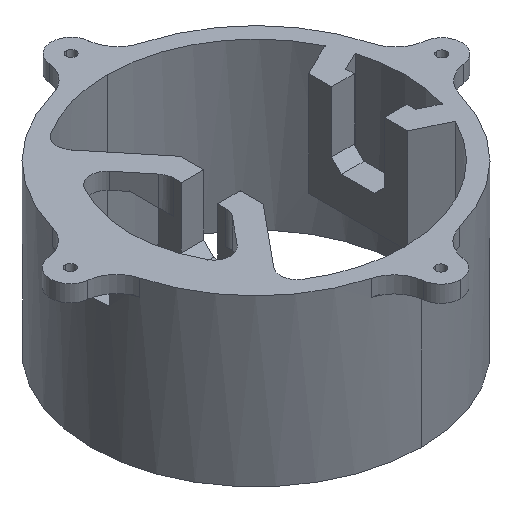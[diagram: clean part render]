
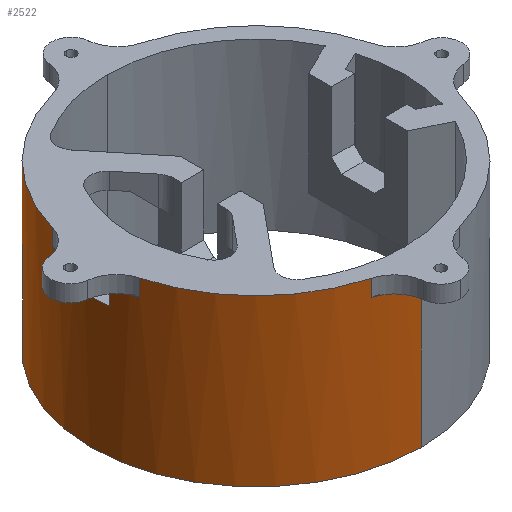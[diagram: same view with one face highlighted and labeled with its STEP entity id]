
A CAD part, isometric view. The second image highlights one B-rep face of the part: STEP entity #2522.
In plain terms, the highlighted cylindrical face has radius 50 mm (diameter 100 mm), a partial arc.
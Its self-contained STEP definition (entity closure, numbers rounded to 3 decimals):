
#29 = CARTESIAN_POINT ( 'NONE',  ( 0.114, 74.999, 20.002 ) ) ;
#32 = EDGE_CURVE ( 'NONE', #704, #2438, #2679, .T. ) ;
#42 = CARTESIAN_POINT ( 'NONE',  ( -48.238, 11.874, -25.017 ) ) ;
#67 = CARTESIAN_POINT ( 'NONE',  ( -49.69, 30.619, 19.983 ) ) ;
#93 = VERTEX_POINT ( 'NONE', #784 ) ;
#104 = EDGE_CURVE ( 'NONE', #2091, #2321, #616, .T. ) ;
#130 = LINE ( 'NONE', #158, #2424 ) ;
#158 = CARTESIAN_POINT ( 'NONE',  ( 0.129, 75.001, -24.998 ) ) ;
#160 = CARTESIAN_POINT ( 'NONE',  ( -49.701, 19.621, -25.017 ) ) ;
#176 = DIRECTION ( 'NONE',  ( 0.002, 1., 0. ) ) ;
#278 = EDGE_CURVE ( 'NONE', #2059, #2620, #918, .T. ) ;
#284 = VERTEX_POINT ( 'NONE', #29 ) ;
#285 = FACE_OUTER_BOUND ( 'NONE', #862, .T. ) ;
#438 = CARTESIAN_POINT ( 'NONE',  ( 0.008, 25.001, -25. ) ) ;
#541 = ORIENTED_EDGE ( 'NONE', *, *, #1061, .F. ) ;
#550 = CIRCLE ( 'NONE', #1187, 50. ) ;
#571 = CIRCLE ( 'NONE', #1487, 50. ) ;
#594 = DIRECTION ( 'NONE',  ( 1., -0.002, 0. ) ) ;
#611 = CARTESIAN_POINT ( 'NONE',  ( -48.191, 38.358, 24.984 ) ) ;
#616 = LINE ( 'NONE', #1590, #2575 ) ;
#625 = DIRECTION ( 'NONE',  ( 0., 0., -1. ) ) ;
#638 = DIRECTION ( 'NONE',  ( 0.002, 1., 0. ) ) ;
#645 = ORIENTED_EDGE ( 'NONE', *, *, #2249, .T. ) ;
#655 = AXIS2_PLACEMENT_3D ( 'NONE', #1101, #2035, #2217 ) ;
#678 = VERTEX_POINT ( 'NONE', #1165 ) ;
#696 = VERTEX_POINT ( 'NONE', #942 ) ;
#704 = VERTEX_POINT ( 'NONE', #2098 ) ;
#705 = CARTESIAN_POINT ( 'NONE',  ( -0.007, 24.999, 20. ) ) ;
#733 = ORIENTED_EDGE ( 'NONE', *, *, #104, .T. ) ;
#761 = CARTESIAN_POINT ( 'NONE',  ( 0.008, 25.001, -25. ) ) ;
#766 = CIRCLE ( 'NONE', #2033, 50. ) ;
#784 = CARTESIAN_POINT ( 'NONE',  ( -49.716, 19.619, 19.983 ) ) ;
#796 = AXIS2_PLACEMENT_3D ( 'NONE', #705, #1366, #2806 ) ;
#808 = CARTESIAN_POINT ( 'NONE',  ( -48.189, 38.359, 19.984 ) ) ;
#829 = CARTESIAN_POINT ( 'NONE',  ( -13.351, -23.181, -25.007 ) ) ;
#862 = EDGE_LOOP ( 'NONE', ( #541, #2524, #2291, #2329, #1461, #1166, #996, #1648, #645, #2196, #2857, #1380, #733, #1922, #955, #2666 ) ) ;
#872 = EDGE_CURVE ( 'NONE', #2195, #1047, #2441, .T. ) ;
#879 = CARTESIAN_POINT ( 'NONE',  ( -0.008, 24.999, 25. ) ) ;
#909 = EDGE_CURVE ( 'NONE', #696, #982, #1013, .T. ) ;
#917 = VECTOR ( 'NONE', #983, 1000. ) ;
#918 = LINE ( 'NONE', #2569, #1005 ) ;
#930 = DIRECTION ( 'NONE',  ( 0., 0., 1. ) ) ;
#942 = CARTESIAN_POINT ( 'NONE',  ( -48.255, 11.872, 24.983 ) ) ;
#955 = ORIENTED_EDGE ( 'NONE', *, *, #2830, .T. ) ;
#980 = EDGE_CURVE ( 'NONE', #2438, #696, #1493, .T. ) ;
#982 = VERTEX_POINT ( 'NONE', #2933 ) ;
#983 = DIRECTION ( 'NONE',  ( 0., 0., 1. ) ) ;
#996 = ORIENTED_EDGE ( 'NONE', *, *, #909, .T. ) ;
#999 = EDGE_CURVE ( 'NONE', #982, #93, #766, .T. ) ;
#1005 = VECTOR ( 'NONE', #930, 1000. ) ;
#1013 = LINE ( 'NONE', #42, #2624 ) ;
#1047 = VERTEX_POINT ( 'NONE', #2219 ) ;
#1061 = EDGE_CURVE ( 'NONE', #3017, #284, #130, .T. ) ;
#1101 = CARTESIAN_POINT ( 'NONE',  ( -0.007, 24.999, 20. ) ) ;
#1123 = DIRECTION ( 'NONE',  ( 0., 0., 1. ) ) ;
#1132 = DIRECTION ( 'NONE',  ( 0., 0., -1. ) ) ;
#1148 = DIRECTION ( 'NONE',  ( 0., 0., -1. ) ) ;
#1165 = CARTESIAN_POINT ( 'NONE',  ( -13.135, 73.245, 24.998 ) ) ;
#1166 = ORIENTED_EDGE ( 'NONE', *, *, #980, .T. ) ;
#1184 = EDGE_CURVE ( 'NONE', #2321, #678, #571, .T. ) ;
#1185 = VECTOR ( 'NONE', #1860, 1000. ) ;
#1187 = AXIS2_PLACEMENT_3D ( 'NONE', #1717, #1746, #2660 ) ;
#1250 = CARTESIAN_POINT ( 'NONE',  ( -49.688, 30.619, 14.503 ) ) ;
#1296 = LINE ( 'NONE', #160, #2796 ) ;
#1329 = CARTESIAN_POINT ( 'NONE',  ( -0.007, 24.999, 20. ) ) ;
#1365 = VERTEX_POINT ( 'NONE', #2912 ) ;
#1366 = DIRECTION ( 'NONE',  ( 0., 0., -1. ) ) ;
#1380 = ORIENTED_EDGE ( 'NONE', *, *, #1673, .T. ) ;
#1461 = ORIENTED_EDGE ( 'NONE', *, *, #32, .T. ) ;
#1471 = CIRCLE ( 'NONE', #1861, 50. ) ;
#1487 = AXIS2_PLACEMENT_3D ( 'NONE', #2774, #1132, #2094 ) ;
#1493 = CIRCLE ( 'NONE', #2762, 50. ) ;
#1580 = AXIS2_PLACEMENT_3D ( 'NONE', #761, #2166, #2871 ) ;
#1590 = CARTESIAN_POINT ( 'NONE',  ( -48.174, 38.361, -25.016 ) ) ;
#1596 = LINE ( 'NONE', #2280, #1185 ) ;
#1648 = ORIENTED_EDGE ( 'NONE', *, *, #999, .T. ) ;
#1673 = EDGE_CURVE ( 'NONE', #2620, #2091, #550, .T. ) ;
#1717 = CARTESIAN_POINT ( 'NONE',  ( -0.007, 24.999, 20. ) ) ;
#1743 = CARTESIAN_POINT ( 'NONE',  ( -0.005, 24.999, 14.52 ) ) ;
#1746 = DIRECTION ( 'NONE',  ( 0., 0., -1. ) ) ;
#1811 = AXIS2_PLACEMENT_3D ( 'NONE', #438, #1148, #2342 ) ;
#1844 = VECTOR ( 'NONE', #2449, 1000. ) ;
#1860 = DIRECTION ( 'NONE',  ( 0., 0., -1. ) ) ;
#1861 = AXIS2_PLACEMENT_3D ( 'NONE', #1743, #2966, #176 ) ;
#1922 = ORIENTED_EDGE ( 'NONE', *, *, #1184, .T. ) ;
#1941 = DIRECTION ( 'NONE',  ( 0., 0., -1. ) ) ;
#1953 = CARTESIAN_POINT ( 'NONE',  ( -0.112, -24.999, -25.002 ) ) ;
#1960 = CIRCLE ( 'NONE', #655, 50. ) ;
#2005 = EDGE_CURVE ( 'NONE', #2125, #284, #2408, .T. ) ;
#2033 = AXIS2_PLACEMENT_3D ( 'NONE', #1329, #2472, #594 ) ;
#2035 = DIRECTION ( 'NONE',  ( 0., 0., -1. ) ) ;
#2059 = VERTEX_POINT ( 'NONE', #1250 ) ;
#2091 = VERTEX_POINT ( 'NONE', #808 ) ;
#2094 = DIRECTION ( 'NONE',  ( 0.002, 1., 0. ) ) ;
#2098 = CARTESIAN_POINT ( 'NONE',  ( -13.366, -23.183, 19.993 ) ) ;
#2125 = VERTEX_POINT ( 'NONE', #2413 ) ;
#2138 = CARTESIAN_POINT ( 'NONE',  ( 0.129, 75.001, -24.998 ) ) ;
#2166 = DIRECTION ( 'NONE',  ( 0., 0., 1. ) ) ;
#2195 = VERTEX_POINT ( 'NONE', #2744 ) ;
#2196 = ORIENTED_EDGE ( 'NONE', *, *, #2271, .T. ) ;
#2217 = DIRECTION ( 'NONE',  ( 0.002, 1., 0. ) ) ;
#2219 = CARTESIAN_POINT ( 'NONE',  ( -0.127, -25.001, 19.998 ) ) ;
#2249 = EDGE_CURVE ( 'NONE', #93, #1365, #1296, .T. ) ;
#2271 = EDGE_CURVE ( 'NONE', #1365, #2059, #1471, .T. ) ;
#2280 = CARTESIAN_POINT ( 'NONE',  ( -13.118, 73.247, -25.002 ) ) ;
#2291 = ORIENTED_EDGE ( 'NONE', *, *, #872, .T. ) ;
#2321 = VERTEX_POINT ( 'NONE', #611 ) ;
#2329 = ORIENTED_EDGE ( 'NONE', *, *, #2662, .T. ) ;
#2342 = DIRECTION ( 'NONE',  ( 0.002, 1., 0. ) ) ;
#2408 = CIRCLE ( 'NONE', #796, 50. ) ;
#2410 = CIRCLE ( 'NONE', #1811, 50. ) ;
#2413 = CARTESIAN_POINT ( 'NONE',  ( -13.134, 73.245, 19.998 ) ) ;
#2424 = VECTOR ( 'NONE', #2457, 1000. ) ;
#2438 = VERTEX_POINT ( 'NONE', #2775 ) ;
#2441 = LINE ( 'NONE', #1953, #917 ) ;
#2449 = DIRECTION ( 'NONE',  ( 0., 0., 1. ) ) ;
#2457 = DIRECTION ( 'NONE',  ( 0., 0., 1. ) ) ;
#2464 = EDGE_CURVE ( 'NONE', #2195, #3017, #2410, .T. ) ;
#2472 = DIRECTION ( 'NONE',  ( 0., 0., -1. ) ) ;
#2522 = ADVANCED_FACE ( 'NONE', ( #285 ), #2668, .T. ) ;
#2524 = ORIENTED_EDGE ( 'NONE', *, *, #2464, .F. ) ;
#2569 = CARTESIAN_POINT ( 'NONE',  ( -49.675, 30.621, -25.017 ) ) ;
#2575 = VECTOR ( 'NONE', #1123, 1000. ) ;
#2620 = VERTEX_POINT ( 'NONE', #67 ) ;
#2624 = VECTOR ( 'NONE', #1941, 1000. ) ;
#2660 = DIRECTION ( 'NONE',  ( 1., -0.002, 0. ) ) ;
#2662 = EDGE_CURVE ( 'NONE', #1047, #704, #1960, .T. ) ;
#2666 = ORIENTED_EDGE ( 'NONE', *, *, #2005, .T. ) ;
#2668 = CYLINDRICAL_SURFACE ( 'NONE', #1580, 50. ) ;
#2679 = LINE ( 'NONE', #829, #1844 ) ;
#2731 = DIRECTION ( 'NONE',  ( 0., 0., -1. ) ) ;
#2744 = CARTESIAN_POINT ( 'NONE',  ( -0.112, -24.999, -25.002 ) ) ;
#2762 = AXIS2_PLACEMENT_3D ( 'NONE', #879, #2731, #638 ) ;
#2774 = CARTESIAN_POINT ( 'NONE',  ( -0.008, 24.999, 25. ) ) ;
#2775 = CARTESIAN_POINT ( 'NONE',  ( -13.368, -23.183, 24.993 ) ) ;
#2796 = VECTOR ( 'NONE', #625, 1000. ) ;
#2806 = DIRECTION ( 'NONE',  ( -0.002, -1., 0. ) ) ;
#2830 = EDGE_CURVE ( 'NONE', #678, #2125, #1596, .T. ) ;
#2857 = ORIENTED_EDGE ( 'NONE', *, *, #278, .T. ) ;
#2871 = DIRECTION ( 'NONE',  ( -0.002, -1., 0. ) ) ;
#2912 = CARTESIAN_POINT ( 'NONE',  ( -49.715, 19.619, 14.503 ) ) ;
#2933 = CARTESIAN_POINT ( 'NONE',  ( -48.253, 11.872, 19.983 ) ) ;
#2966 = DIRECTION ( 'NONE',  ( 0., 0., -1. ) ) ;
#3017 = VERTEX_POINT ( 'NONE', #2138 ) ;
